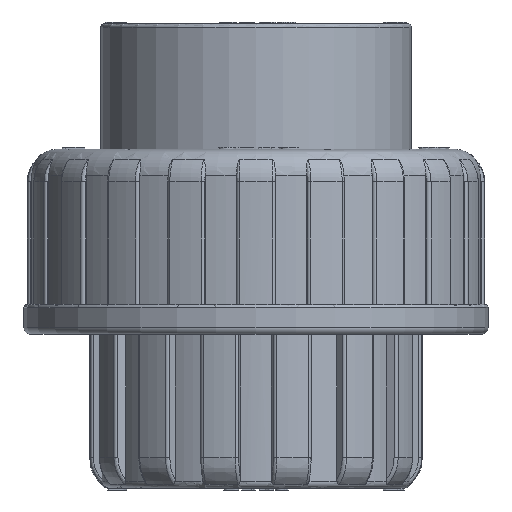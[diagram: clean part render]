
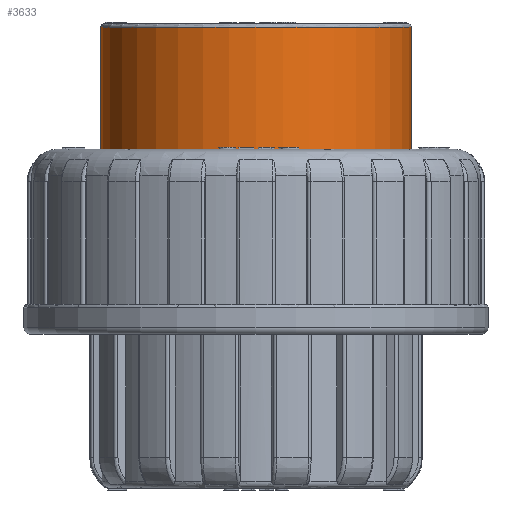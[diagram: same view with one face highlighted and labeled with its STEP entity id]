
A CAD part, left-side view. The second image highlights one B-rep face of the part: STEP entity #3633.
In plain terms, the highlighted cylindrical face has radius 24 mm (diameter 48 mm), a full revolution.
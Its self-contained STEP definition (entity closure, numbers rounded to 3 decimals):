
#2759=CYLINDRICAL_SURFACE('',#47472,24.);
#3633=ADVANCED_FACE('',(#14149,#14150),#2759,.T.);
#7756=CIRCLE('',#47470,24.);
#7757=CIRCLE('',#47471,24.);
#14149=FACE_BOUND('',#15105,.T.);
#14150=FACE_BOUND('',#15106,.T.);
#15105=EDGE_LOOP('',(#21838));
#15106=EDGE_LOOP('',(#21839));
#21838=ORIENTED_EDGE('',*,*,#38516,.T.);
#21839=ORIENTED_EDGE('',*,*,#38517,.T.);
#33059=VERTEX_POINT('',#77462);
#33060=VERTEX_POINT('',#77464);
#38516=EDGE_CURVE('',#33059,#33059,#7756,.T.);
#38517=EDGE_CURVE('',#33060,#33060,#7757,.T.);
#47470=AXIS2_PLACEMENT_3D('',#77461,#52032,#52033);
#47471=AXIS2_PLACEMENT_3D('',#77463,#52034,#52035);
#47472=AXIS2_PLACEMENT_3D('',#77465,#52036,#52037);
#52032=DIRECTION('',(0.,0.,-1.));
#52033=DIRECTION('',(1.,0.,0.));
#52034=DIRECTION('',(0.,0.,1.));
#52035=DIRECTION('',(1.,0.,0.));
#52036=DIRECTION('',(0.,0.,1.));
#52037=DIRECTION('',(1.,0.,0.));
#77461=CARTESIAN_POINT('',(0.,0.,43.5));
#77462=CARTESIAN_POINT('',(24.,0.,43.5));
#77463=CARTESIAN_POINT('',(0.,0.,24.6));
#77464=CARTESIAN_POINT('',(24.,0.,24.6));
#77465=CARTESIAN_POINT('',(0.,0.,14.));
